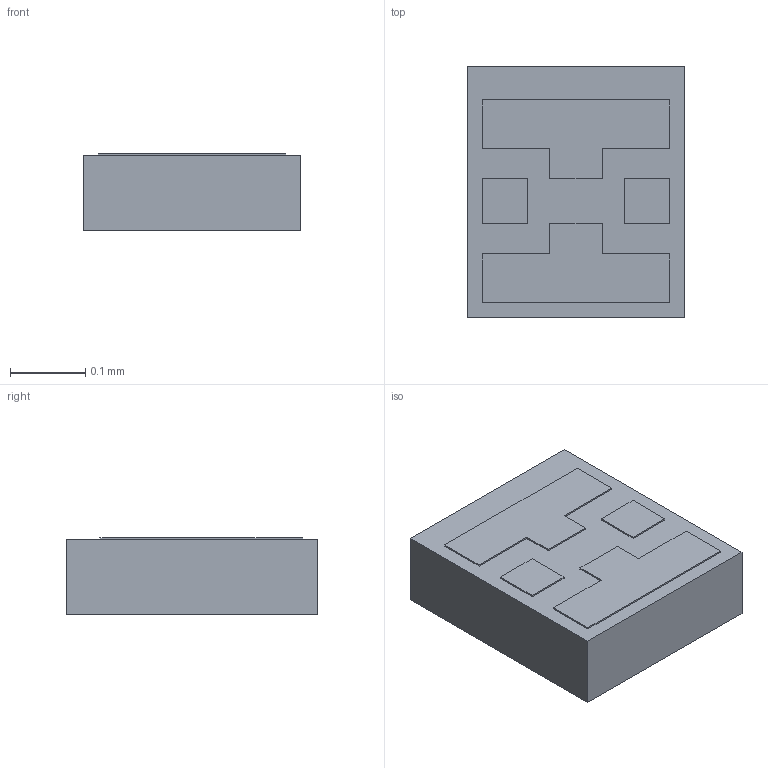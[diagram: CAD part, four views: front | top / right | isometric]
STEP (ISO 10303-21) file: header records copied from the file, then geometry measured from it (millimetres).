
FILE_DESCRIPTION(('FreeCAD Model'),'2;1');
FILE_NAME('Open CASCADE Shape Model','2024-03-11T13:13:20',('Author'),( ''),'Open CASCADE STEP processor 7.6','Ondsel','Unknown');
FILE_SCHEMA(('AUTOMOTIVE_DESIGN { 1 0 10303 214 1 1 1 1 }'));
Length unit declared in the file: millimetre
Products named in the file (6): _F50_On_Cooler; Body; S1; S2; G; D
Assembly tree (5 placements, depth 2):
  _F50_On_Cooler
    Body
    S1
    S2
    G
    D
Bounding box: 0.29 x 0.34 x 0.1 mm (x, y, z)
Volume: 0 mm3; surface area: 0.4 mm2
Topology: 5 solids, 5 shells, 38 faces, 84 edges, 56 vertices
Faces by surface type: plane 38
Entity records: 1173 total; most frequent: CARTESIAN_POINT 184, DIRECTION 172, ORIENTED_EDGE 168, EDGE_CURVE 84, LINE 84, VECTOR 84, VERTEX_POINT 56, AXIS2_PLACEMENT_3D 44
